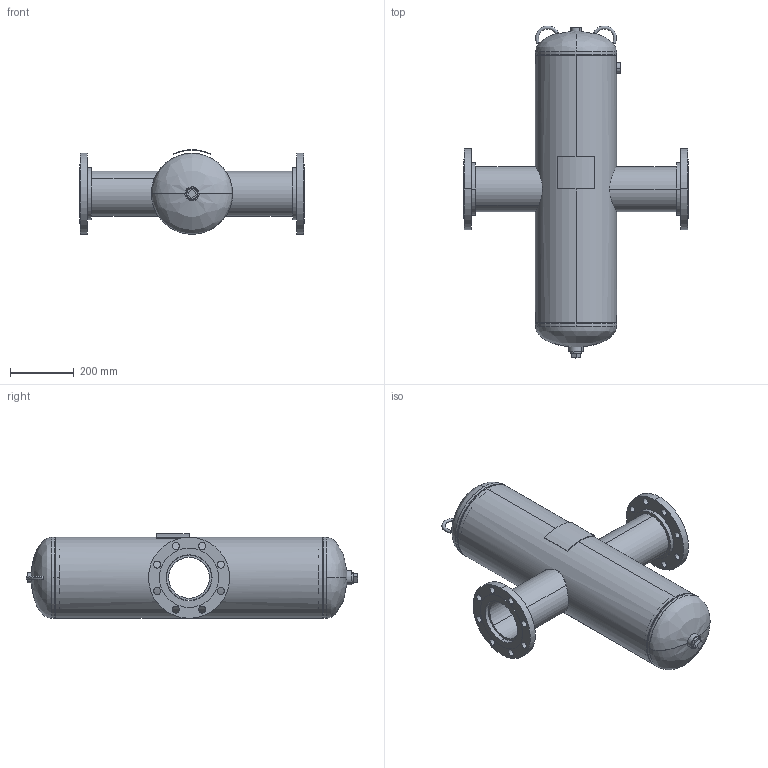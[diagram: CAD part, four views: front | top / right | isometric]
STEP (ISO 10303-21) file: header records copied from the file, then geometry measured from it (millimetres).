
FILE_DESCRIPTION (( 'STEP AP203' ), '1' );
FILE_NAME ('WVN-5N.STEP', '2021-03-15T19:38:12', ( '' ), ( '' ), 'SwSTEP 2.0', 'SolidWorks 2021', '' );
FILE_SCHEMA (( 'CONFIG_CONTROL_DESIGN' ));
Length unit declared in the file: inch
Products named in the file (11): 9500030; 9400540; 99P0216; 9200020; 9301100_9.5; 9600830_10.75" vert; WVN-5N; 9500050; PLUGS_9500150; SORF FLANGES ASME B16.5_5 150# SA-105
Assembly tree (14 placements, depth 2):
  WVN-5N
    99P0216
    9200020
    9200020
    9301100_9.5  x2
    SORF FLANGES ASME B16.5_5 150# SA-105  x2
    9500030  x2
    9500050
    PLUGS_9500150
    9400540  x2
    9600830_10.75" vert
Bounding box: 704.85 x 1040.61 x 265.35 mm (x, y, z)
Volume: 5094328.7 mm3; surface area: 2323534.5 mm2
Topology: 14 solids, 14 shells, 212 faces, 468 edges, 292 vertices
Faces by surface type: cylinder 108, plane 42, torus 28, cone 26, bspline 8
Entity records: 6888 total; most frequent: CARTESIAN_POINT 1830, DIRECTION 902, ORIENTED_EDGE 708, AXIS2_PLACEMENT_3D 393, EDGE_CURVE 354, CIRCLE 222, VERTEX_POINT 216, EDGE_LOOP 200
